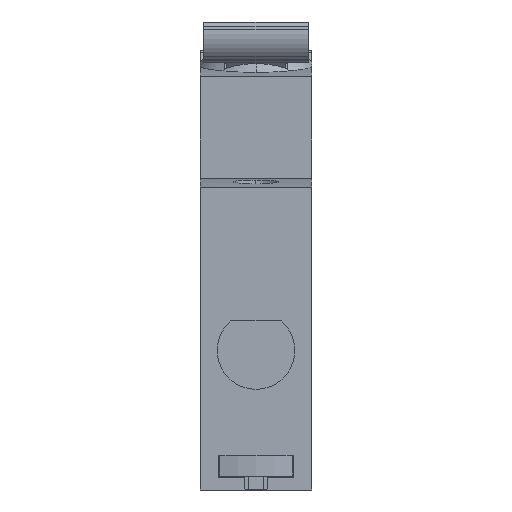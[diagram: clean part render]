
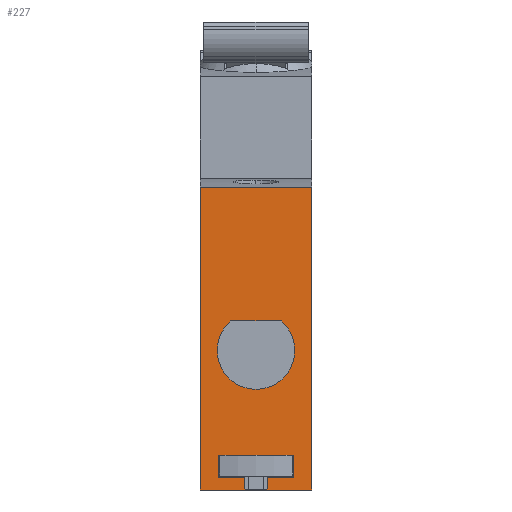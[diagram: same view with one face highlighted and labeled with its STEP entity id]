
A CAD part, front view. The second image highlights one B-rep face of the part: STEP entity #227.
In plain terms, the highlighted planar face has unit normal (0, -1, 0).
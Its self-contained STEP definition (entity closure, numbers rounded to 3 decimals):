
#227=ADVANCED_FACE('',(#677,#678),#679,.T.);
#677=FACE_OUTER_BOUND('',#1385,.T.);
#678=FACE_BOUND('',#1386,.T.);
#679=PLANE('',#1387);
#1385=EDGE_LOOP('',(#2673,#2674,#2675,#2676,#2677,#2678,#2679,#2680,#2681,#2682,#2683,#2684));
#1386=EDGE_LOOP('',(#2685,#2686,#2687));
#1387=AXIS2_PLACEMENT_3D('',#2688,#2689,#2690);
#2673=ORIENTED_EDGE('',*,*,#5079,.T.);
#2674=ORIENTED_EDGE('',*,*,#5080,.F.);
#2675=ORIENTED_EDGE('',*,*,#5081,.F.);
#2676=ORIENTED_EDGE('',*,*,#5082,.T.);
#2677=ORIENTED_EDGE('',*,*,#4913,.F.);
#2678=ORIENTED_EDGE('',*,*,#5083,.F.);
#2679=ORIENTED_EDGE('',*,*,#4812,.T.);
#2680=ORIENTED_EDGE('',*,*,#5084,.T.);
#2681=ORIENTED_EDGE('',*,*,#5085,.T.);
#2682=ORIENTED_EDGE('',*,*,#5086,.F.);
#2683=ORIENTED_EDGE('',*,*,#5087,.F.);
#2684=ORIENTED_EDGE('',*,*,#5078,.T.);
#2685=ORIENTED_EDGE('',*,*,#5088,.T.);
#2686=ORIENTED_EDGE('',*,*,#5089,.T.);
#2687=ORIENTED_EDGE('',*,*,#4773,.T.);
#2688=CARTESIAN_POINT('',(0.5,0.0,-23.464));
#2689=DIRECTION('',(0.0,-1.0,0.0));
#2690=DIRECTION('',(0.0,0.0,-1.0));
#4773=EDGE_CURVE('',#5707,#5711,#5713,.T.);
#4812=EDGE_CURVE('',#5790,#5788,#5791,.T.);
#4913=EDGE_CURVE('',#5971,#5973,#5974,.T.);
#5078=EDGE_CURVE('',#6195,#6245,#6247,.T.);
#5079=EDGE_CURVE('',#6245,#6248,#6249,.T.);
#5080=EDGE_CURVE('',#6250,#6248,#6251,.T.);
#5081=EDGE_CURVE('',#6252,#6250,#6253,.T.);
#5082=EDGE_CURVE('',#6252,#5973,#6254,.T.);
#5083=EDGE_CURVE('',#5790,#5971,#6255,.T.);
#5084=EDGE_CURVE('',#5788,#6256,#6257,.T.);
#5085=EDGE_CURVE('',#6256,#6258,#6259,.T.);
#5086=EDGE_CURVE('',#6260,#6258,#6261,.T.);
#5087=EDGE_CURVE('',#6195,#6260,#6262,.T.);
#5088=EDGE_CURVE('',#5711,#6263,#6264,.T.);
#5089=EDGE_CURVE('',#6263,#5707,#6265,.T.);
#5707=VERTEX_POINT('',#7261);
#5711=VERTEX_POINT('',#7266);
#5713=CIRCLE('',#7269,6.149);
#5788=VERTEX_POINT('',#7385);
#5790=VERTEX_POINT('',#7388);
#5791=LINE('',#7389,#7390);
#5971=VERTEX_POINT('',#7596);
#5973=VERTEX_POINT('',#7598);
#5974=LINE('',#7599,#7600);
#6195=VERTEX_POINT('',#7975);
#6245=VERTEX_POINT('',#8050);
#6247=LINE('',#8053,#8054);
#6248=VERTEX_POINT('',#8055);
#6249=LINE('',#8056,#8057);
#6250=VERTEX_POINT('',#8058);
#6251=LINE('',#8059,#8060);
#6252=VERTEX_POINT('',#8061);
#6253=LINE('',#8062,#8063);
#6254=LINE('',#8064,#8065);
#6255=LINE('',#8066,#8067);
#6256=VERTEX_POINT('',#8068);
#6257=LINE('',#8069,#8070);
#6258=VERTEX_POINT('',#8071);
#6259=LINE('',#8072,#8073);
#6260=VERTEX_POINT('',#8074);
#6261=LINE('',#8075,#8076);
#6262=LINE('',#8077,#8078);
#6263=VERTEX_POINT('',#8079);
#6264=LINE('',#8080,#8081);
#6265=CIRCLE('',#8082,6.149);
#7261=CARTESIAN_POINT('',(9.35,0.0,-55.484));
#7266=CARTESIAN_POINT('',(5.385,0.0,-44.635));
#7269=AXIS2_PLACEMENT_3D('',#9687,#9688,#9689);
#7385=CARTESIAN_POINT('',(0.5,0.0,-71.435));
#7388=CARTESIAN_POINT('',(0.5,0.0,-23.464));
#7389=CARTESIAN_POINT('',(0.5,0.0,-23.464));
#7390=VECTOR('',#9758,47.971);
#7596=CARTESIAN_POINT('',(18.2,0.0,-23.464));
#7598=CARTESIAN_POINT('',(18.2,0.0,-71.435));
#7599=CARTESIAN_POINT('',(18.2,0.0,-23.464));
#7600=VECTOR('',#10007,47.971);
#7975=CARTESIAN_POINT('',(3.35,0.0,-65.935));
#8050=CARTESIAN_POINT('',(15.35,0.0,-65.935));
#8053=CARTESIAN_POINT('',(3.35,0.0,-65.935));
#8054=VECTOR('',#10202,12.0);
#8055=CARTESIAN_POINT('',(15.35,0.0,-69.435));
#8056=CARTESIAN_POINT('',(15.35,0.0,-65.935));
#8057=VECTOR('',#10203,3.5);
#8058=CARTESIAN_POINT('',(11.15,0.0,-69.435));
#8059=CARTESIAN_POINT('',(11.15,0.0,-69.435));
#8060=VECTOR('',#10204,4.2);
#8061=CARTESIAN_POINT('',(11.15,0.0,-71.435));
#8062=CARTESIAN_POINT('',(11.15,0.0,-71.435));
#8063=VECTOR('',#10205,2.);
#8064=CARTESIAN_POINT('',(11.15,0.0,-71.435));
#8065=VECTOR('',#10206,7.05);
#8066=CARTESIAN_POINT('',(0.5,0.0,-23.464));
#8067=VECTOR('',#10207,17.7);
#8068=CARTESIAN_POINT('',(7.55,0.0,-71.435));
#8069=CARTESIAN_POINT('',(0.5,0.0,-71.435));
#8070=VECTOR('',#10208,7.05);
#8071=CARTESIAN_POINT('',(7.55,0.0,-69.435));
#8072=CARTESIAN_POINT('',(7.55,0.0,-71.435));
#8073=VECTOR('',#10209,2.);
#8074=CARTESIAN_POINT('',(3.35,0.0,-69.435));
#8075=CARTESIAN_POINT('',(3.35,0.0,-69.435));
#8076=VECTOR('',#10210,4.2);
#8077=CARTESIAN_POINT('',(3.35,0.0,-65.935));
#8078=VECTOR('',#10211,3.5);
#8079=CARTESIAN_POINT('',(13.315,0.0,-44.635));
#8080=CARTESIAN_POINT('',(5.385,0.0,-44.635));
#8081=VECTOR('',#10212,7.931);
#8082=AXIS2_PLACEMENT_3D('',#10213,#10214,#10215);
#9687=CARTESIAN_POINT('',(9.35,0.0,-49.335));
#9688=DIRECTION('',(-0.0,1.0,0.0));
#9689=DIRECTION('',(0.645,0.0,0.764));
#9758=DIRECTION('',(0.0,0.0,-1.0));
#10007=DIRECTION('',(0.0,0.0,-1.0));
#10202=DIRECTION('',(1.0,0.0,0.0));
#10203=DIRECTION('',(0.0,0.0,-1.0));
#10204=DIRECTION('',(1.0,0.0,0.0));
#10205=DIRECTION('',(0.0,0.0,1.0));
#10206=DIRECTION('',(1.0,0.0,0.0));
#10207=DIRECTION('',(1.0,0.0,0.0));
#10208=DIRECTION('',(1.0,0.0,0.0));
#10209=DIRECTION('',(0.0,0.0,1.0));
#10210=DIRECTION('',(1.0,0.0,0.0));
#10211=DIRECTION('',(0.0,0.0,-1.0));
#10212=DIRECTION('',(1.0,0.0,0.));
#10213=CARTESIAN_POINT('',(9.35,0.0,-49.335));
#10214=DIRECTION('',(-0.0,1.0,0.0));
#10215=DIRECTION('',(0.645,0.0,0.764));
